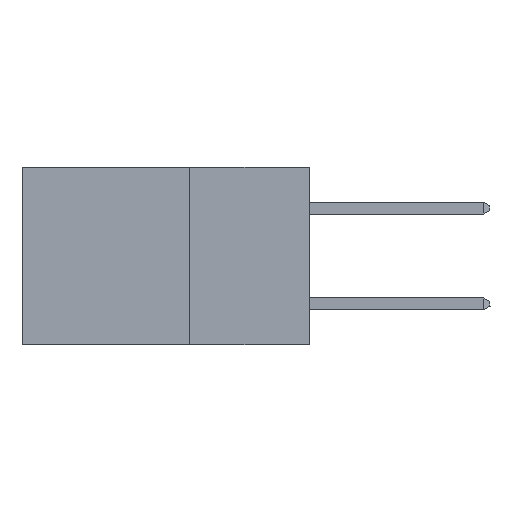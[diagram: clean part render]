
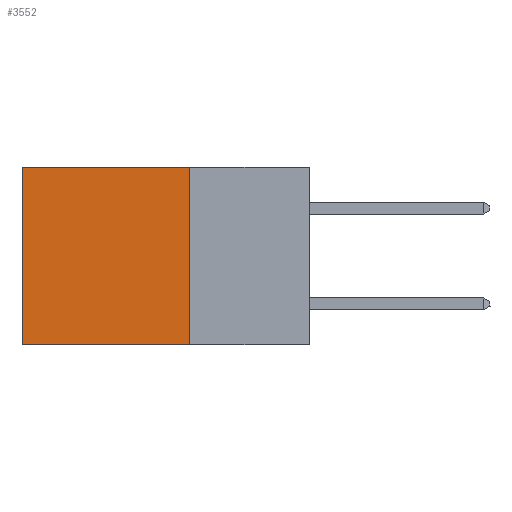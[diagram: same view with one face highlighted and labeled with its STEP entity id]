
A CAD part, left-side view. The second image highlights one B-rep face of the part: STEP entity #3552.
In plain terms, the highlighted planar face has unit normal (-1, 0, 0).
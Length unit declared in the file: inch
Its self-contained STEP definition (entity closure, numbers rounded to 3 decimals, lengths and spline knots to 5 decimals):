
#358 = VERTEX_POINT ( 'NONE', #19249 ) ;
#862 = FACE_OUTER_BOUND ( 'NONE', #26309, .T. ) ;
#1624 = CARTESIAN_POINT ( 'NONE',  ( 0.2875, 0.6, 0. ) ) ;
#1752 = EDGE_CURVE ( 'NONE', #16784, #358, #6382, .T. ) ;
#2319 = CARTESIAN_POINT ( 'NONE',  ( 0.2875, 0.25, 0. ) ) ;
#2597 = CARTESIAN_POINT ( 'NONE',  ( 0.2875, 0.25, 0. ) ) ;
#3413 = VECTOR ( 'NONE', #4038, 39.37008 ) ;
#3552 = ADVANCED_FACE ( 'NONE', ( #862 ), #13013, .F. ) ;
#4038 = DIRECTION ( 'NONE',  ( 0., 0., -1. ) ) ;
#6382 = LINE ( 'NONE', #2597, #8971 ) ;
#6463 = EDGE_CURVE ( 'NONE', #25482, #13023, #16682, .T. ) ;
#6627 = ORIENTED_EDGE ( 'NONE', *, *, #6463, .F. ) ;
#6876 = DIRECTION ( 'NONE',  ( 0., 0., -1. ) ) ;
#7084 = CARTESIAN_POINT ( 'NONE',  ( 0.2875, 0.25, -0.37 ) ) ;
#7765 = VECTOR ( 'NONE', #19893, 39.37008 ) ;
#8563 = ORIENTED_EDGE ( 'NONE', *, *, #11721, .F. ) ;
#8971 = VECTOR ( 'NONE', #24651, 39.37008 ) ;
#9662 = DIRECTION ( 'NONE',  ( 0., 0., -1. ) ) ;
#10320 = CARTESIAN_POINT ( 'NONE',  ( 0.2875, 0.25, 0. ) ) ;
#10470 = CARTESIAN_POINT ( 'NONE',  ( 0.2875, 0.6, -0.37 ) ) ;
#10737 = LINE ( 'NONE', #26356, #3413 ) ;
#11721 = EDGE_CURVE ( 'NONE', #16784, #25482, #10737, .T. ) ;
#13013 = PLANE ( 'NONE',  #23496 ) ;
#13023 = VERTEX_POINT ( 'NONE', #10470 ) ;
#14266 = VECTOR ( 'NONE', #9662, 39.37008 ) ;
#15628 = CARTESIAN_POINT ( 'NONE',  ( 0.2875, 0.25, -0.37 ) ) ;
#16682 = LINE ( 'NONE', #15628, #7765 ) ;
#16784 = VERTEX_POINT ( 'NONE', #2319 ) ;
#17057 = ORIENTED_EDGE ( 'NONE', *, *, #23826, .T. ) ;
#19249 = CARTESIAN_POINT ( 'NONE',  ( 0.2875, 0.6, 0. ) ) ;
#19861 = DIRECTION ( 'NONE',  ( 1., 0., 0. ) ) ;
#19893 = DIRECTION ( 'NONE',  ( 0., 1., 0. ) ) ;
#23234 = LINE ( 'NONE', #1624, #14266 ) ;
#23496 = AXIS2_PLACEMENT_3D ( 'NONE', #10320, #19861, #6876 ) ;
#23826 = EDGE_CURVE ( 'NONE', #358, #13023, #23234, .T. ) ;
#24651 = DIRECTION ( 'NONE',  ( 0., 1., 0. ) ) ;
#24766 = ORIENTED_EDGE ( 'NONE', *, *, #1752, .T. ) ;
#25482 = VERTEX_POINT ( 'NONE', #7084 ) ;
#26309 = EDGE_LOOP ( 'NONE', ( #17057, #6627, #8563, #24766 ) ) ;
#26356 = CARTESIAN_POINT ( 'NONE',  ( 0.2875, 0.25, 0. ) ) ;
